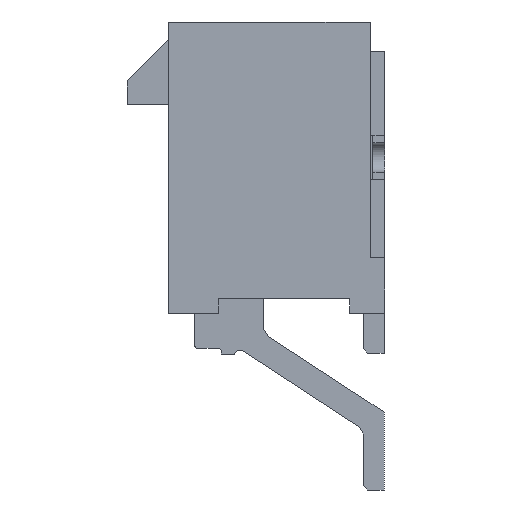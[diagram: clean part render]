
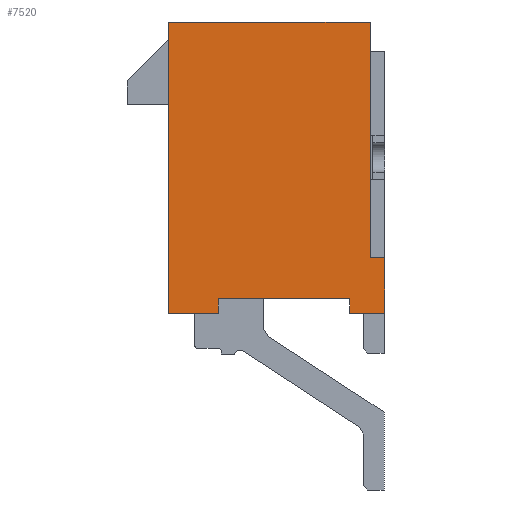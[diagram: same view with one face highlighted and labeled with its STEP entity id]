
A CAD part, front view. The second image highlights one B-rep face of the part: STEP entity #7520.
In plain terms, the highlighted planar face has unit normal (0, -1, 0).
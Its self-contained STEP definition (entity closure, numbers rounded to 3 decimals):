
#1112=ORIENTED_EDGE('',*,*,#3028,.F.);
#1113=ORIENTED_EDGE('',*,*,#3049,.T.);
#1114=ORIENTED_EDGE('',*,*,#2915,.T.);
#1115=ORIENTED_EDGE('',*,*,#3050,.T.);
#1116=ORIENTED_EDGE('',*,*,#3033,.F.);
#1117=ORIENTED_EDGE('',*,*,#3051,.T.);
#1118=ORIENTED_EDGE('',*,*,#3052,.T.);
#1119=ORIENTED_EDGE('',*,*,#2417,.F.);
#1120=ORIENTED_EDGE('',*,*,#2538,.F.);
#1121=ORIENTED_EDGE('',*,*,#3053,.F.);
#2417=EDGE_CURVE('',#3510,#3511,#4236,.T.);
#2538=EDGE_CURVE('',#3618,#3510,#4357,.T.);
#2915=EDGE_CURVE('',#3913,#3912,#4678,.T.);
#3028=EDGE_CURVE('',#3965,#3966,#4791,.T.);
#3033=EDGE_CURVE('',#3969,#3970,#4796,.T.);
#3049=EDGE_CURVE('',#3965,#3913,#4812,.T.);
#3050=EDGE_CURVE('',#3912,#3970,#4813,.T.);
#3051=EDGE_CURVE('',#3969,#3981,#4814,.T.);
#3052=EDGE_CURVE('',#3981,#3511,#4815,.T.);
#3053=EDGE_CURVE('',#3966,#3618,#4816,.T.);
#3510=VERTEX_POINT('',#10277);
#3511=VERTEX_POINT('',#10279);
#3618=VERTEX_POINT('',#10513);
#3912=VERTEX_POINT('',#11256);
#3913=VERTEX_POINT('',#11258);
#3965=VERTEX_POINT('',#11465);
#3966=VERTEX_POINT('',#11467);
#3969=VERTEX_POINT('',#11475);
#3970=VERTEX_POINT('',#11477);
#3981=VERTEX_POINT('',#11509);
#4236=LINE('',#10278,#5253);
#4357=LINE('',#10514,#5374);
#4678=LINE('',#11257,#5695);
#4791=LINE('',#11466,#5808);
#4796=LINE('',#11476,#5813);
#4812=LINE('',#11506,#5829);
#4813=LINE('',#11507,#5830);
#4814=LINE('',#11508,#5831);
#4815=LINE('',#11510,#5832);
#4816=LINE('',#11511,#5833);
#5253=VECTOR('',#8310,1000.);
#5374=VECTOR('',#8445,1000.);
#5695=VECTOR('',#9022,1000.);
#5808=VECTOR('',#9221,1000.);
#5813=VECTOR('',#9228,1000.);
#5829=VECTOR('',#9250,1000.);
#5830=VECTOR('',#9251,1000.);
#5831=VECTOR('',#9252,1000.);
#5832=VECTOR('',#9253,1000.);
#5833=VECTOR('',#9254,1000.);
#6394=EDGE_LOOP('',(#1112,#1113,#1114,#1115,#1116,#1117,#1118,#1119,#1120,
#1121));
#6799=FACE_BOUND('',#6394,.T.);
#7158=PLANE('',#7997);
#7520=ADVANCED_FACE('',(#6799),#7158,.F.);
#7997=AXIS2_PLACEMENT_3D('',#11505,#9248,#9249);
#8310=DIRECTION('',(0.,0.,-1.));
#8445=DIRECTION('',(1.,0.,0.));
#9022=DIRECTION('',(1.,0.,0.));
#9221=DIRECTION('',(-1.,0.,0.));
#9228=DIRECTION('',(-1.,0.,0.));
#9248=DIRECTION('',(0.,1.,0.));
#9249=DIRECTION('',(0.,0.,1.));
#9250=DIRECTION('',(0.,0.,1.));
#9251=DIRECTION('',(0.,0.,-1.));
#9252=DIRECTION('',(0.,0.,1.));
#9253=DIRECTION('',(-1.,0.,0.));
#9254=DIRECTION('',(0.,0.,1.));
#10277=CARTESIAN_POINT('',(3.43,-12.35,4.95));
#10278=CARTESIAN_POINT('',(3.43,-12.35,4.95));
#10279=CARTESIAN_POINT('',(3.43,-12.35,-3.05));
#10513=CARTESIAN_POINT('',(-3.43,-12.35,4.95));
#10514=CARTESIAN_POINT('',(-3.43,-12.35,4.95));
#11256=CARTESIAN_POINT('',(2.73,-12.35,-4.45));
#11257=CARTESIAN_POINT('',(-2.73,-12.35,-4.45));
#11258=CARTESIAN_POINT('',(-1.73,-12.35,-4.45));
#11465=CARTESIAN_POINT('',(-1.73,-12.35,-4.95));
#11466=CARTESIAN_POINT('',(3.43,-12.35,-4.95));
#11467=CARTESIAN_POINT('',(-3.43,-12.35,-4.95));
#11475=CARTESIAN_POINT('',(3.93,-12.35,-4.95));
#11476=CARTESIAN_POINT('',(3.43,-12.35,-4.95));
#11477=CARTESIAN_POINT('',(2.73,-12.35,-4.95));
#11505=CARTESIAN_POINT('',(0.,-12.35,0.));
#11506=CARTESIAN_POINT('',(-1.73,-12.35,-4.95));
#11507=CARTESIAN_POINT('',(2.73,-12.35,-4.45));
#11508=CARTESIAN_POINT('',(3.93,-12.35,-4.95));
#11509=CARTESIAN_POINT('',(3.93,-12.35,-3.05));
#11510=CARTESIAN_POINT('',(3.93,-12.35,-3.05));
#11511=CARTESIAN_POINT('',(-3.43,-12.35,-4.95));
